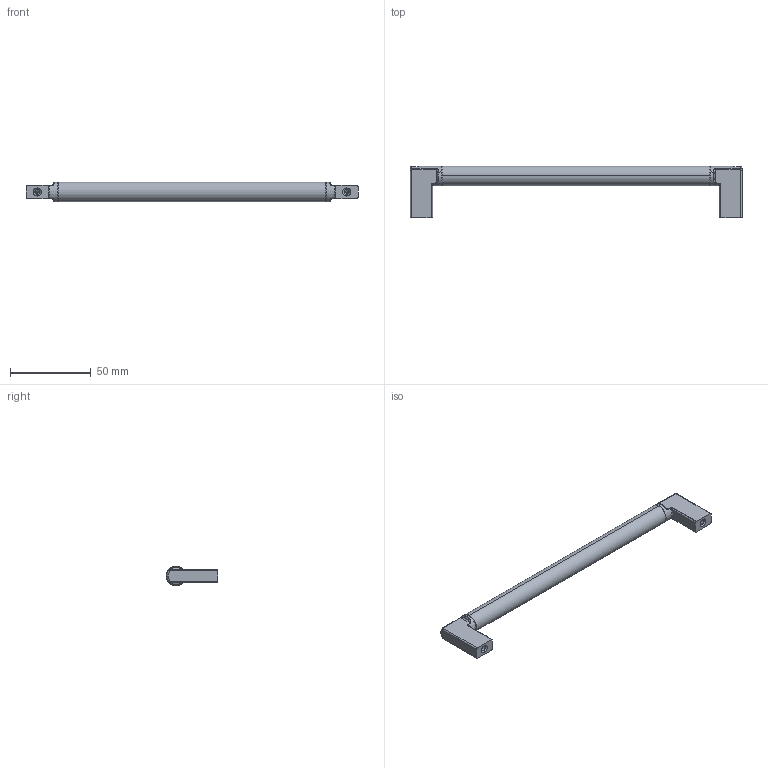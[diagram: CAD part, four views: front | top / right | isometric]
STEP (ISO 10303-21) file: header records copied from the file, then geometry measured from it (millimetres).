
FILE_DESCRIPTION(('Creo Elements/Direct Modeling STEP Export'),'2;1');
FILE_NAME('2457-206.stp','2021-09-09T 8:47:07',(''),(''),'Creo Elements/Direct Modeling STEP processor for AP214 (Solid Model)','Creo Elements/Direct Modeling 20.0 12-Nov-2016 (C) Parametric Technology GmbH','');
FILE_SCHEMA(('AUTOMOTIVE_DESIGN { 1 0 10303 214 1 1 1 1 }'));
Length unit declared in the file: millimetre
Products named in the file (4): Sockel.1; Reling; Sockel.1.1; DIV-11329.1.1.1
Assembly tree (3 placements, depth 2):
  DIV-11329.1.1.1
    Sockel.1.1
    Reling
    Sockel.1
Bounding box: 206 x 32.1 x 12.2 mm (x, y, z)
Volume: 23156.4 mm3; surface area: 14223.8 mm2
Topology: 3 solids, 3 shells, 240 faces, 620 edges, 384 vertices
Faces by surface type: bspline 112, cone 46, plane 42, cylinder 28, torus 12
Entity records: 34951 total; most frequent: CARTESIAN_POINT 29452, ORIENTED_EDGE 1224, EDGE_CURVE 612, DIRECTION 574, VERTEX_POINT 384, EDGE_LOOP 248, AXIS2_PLACEMENT_3D 242, FACE_OUTER_BOUND 240
